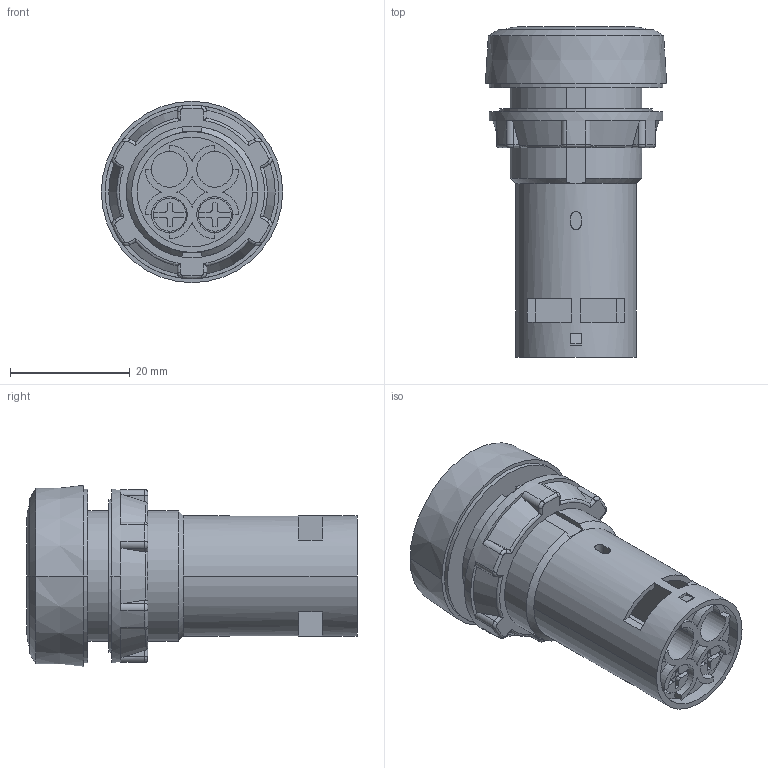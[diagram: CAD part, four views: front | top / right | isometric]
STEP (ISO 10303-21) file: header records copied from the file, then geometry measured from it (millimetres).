
FILE_DESCRIPTION((''),'2;1');
FILE_NAME('LA167-B7E-EA31','2024-10-29T',('Administrator'),('zyb.com'),'PRO/ENGINEER BY PARAMETRIC TECHNOLOGY CORPORATION, 2010280','PRO/ENGINEER BY PARAMETRIC TECHNOLOGY CORPORATION, 2010280','');
FILE_SCHEMA(('CONFIG_CONTROL_DESIGN'));
Length unit declared in the file: millimetre
Products named in the file (1): LA167-B7E-EA31
Bounding box: 30.3 x 55.19 x 30.3 mm (x, y, z)
Volume: 20165 mm3; surface area: 8491.8 mm2
Topology: 3 solids, 3 shells, 268 faces, 692 edges, 438 vertices
Faces by surface type: plane 129, cylinder 96, torus 26, cone 13, sphere 2, bspline 2
Entity records: 8429 total; most frequent: CARTESIAN_POINT 1718, DIRECTION 1453, ORIENTED_EDGE 1380, EDGE_CURVE 690, AXIS2_PLACEMENT_3D 557, VERTEX_POINT 438, VECTOR 339, LINE 339
